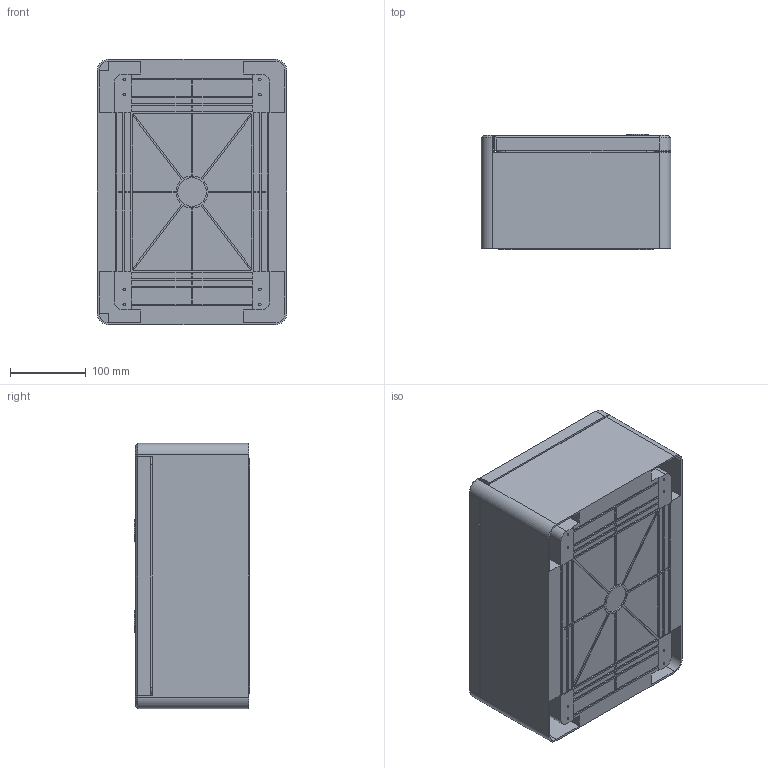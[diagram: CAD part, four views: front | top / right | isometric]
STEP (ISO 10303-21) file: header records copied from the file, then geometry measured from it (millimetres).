
FILE_DESCRIPTION (( 'STEP AP203' ), '1' );
FILE_NAME ('ﾙﾌﾏ-ﾏ (PBT65MP002) - ﾑﾁﾎﾐﾊﾀ.STEP', '2021-05-27T12:55:20', ( '' ), ( '' ), 'SwSTEP 2.0', 'SolidWorks 2021', '' );
FILE_SCHEMA (( 'CONFIG_CONTROL_DESIGN' ));
Length unit declared in the file: millimetre
Products named in the file (4): ﾙﾌﾏ-ﾏ (PBT65MP002) - ﾑﾁﾎﾐﾊﾀ; ÙÌÏ-Ï (PBT65MP002) - Ïëàòà ìîíòàæíàÿ; ÙÌÏ-Ï (PBT65MP002) - Êîðïóñ; ÙÌÏ-Ï (PBT65MP002) - Äâåðü_­¥¯à®§à ç­ ï ¤¢¥àì (PB65MP002)
Assembly tree (3 placements, depth 2):
  ﾙﾌﾏ-ﾏ (PBT65MP002) - ﾑﾁﾎﾐﾊﾀ
    ÙÌÏ-Ï (PBT65MP002) - Êîðïóñ
    ÙÌÏ-Ï (PBT65MP002) - Ïëàòà ìîíòàæíàÿ
    ÙÌÏ-Ï (PBT65MP002) - Äâåðü_­¥¯à®§à ç­ ï ¤¢¥àì (PB65MP002)
Bounding box: 250.1 x 152.6 x 350 mm (x, y, z)
Volume: 1430929.7 mm3; surface area: 1054649 mm2
Topology: 7 solids, 7 shells, 1228 faces, 3080 edges, 2022 vertices
Faces by surface type: plane 910, cylinder 260, bspline 38, torus 8, cone 6, sphere 6
Entity records: 37042 total; most frequent: CARTESIAN_POINT 6962, ORIENTED_EDGE 6148, DIRECTION 5902, EDGE_CURVE 3074, LINE 2438, VECTOR 2438, VERTEX_POINT 2022, AXIS2_PLACEMENT_3D 1732
